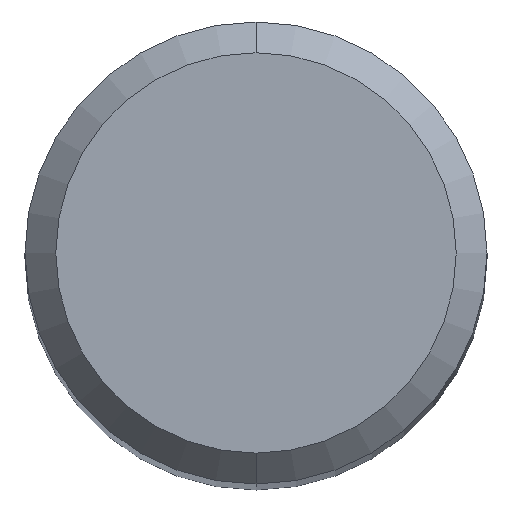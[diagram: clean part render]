
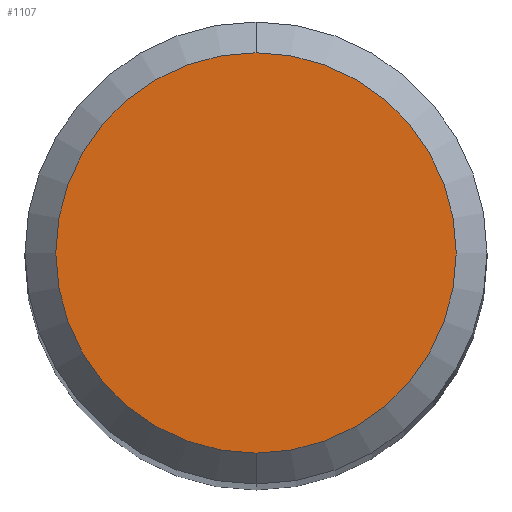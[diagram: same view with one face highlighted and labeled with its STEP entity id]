
A CAD part, top view. The second image highlights one B-rep face of the part: STEP entity #1107.
In plain terms, the highlighted planar face has unit normal (0, 0, 1).
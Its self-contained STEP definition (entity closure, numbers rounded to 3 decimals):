
#1071=EDGE_CURVE('',#1635,#1597,#2225,.T.);
#1107=ADVANCED_FACE('',(#2266),#2267,.T.);
#1279=EDGE_CURVE('',#1597,#1635,#2457,.T.);
#1597=VERTEX_POINT('',#2802);
#1635=VERTEX_POINT('',#2843);
#2225=CIRCLE('',#7722,2.6);
#2266=FACE_OUTER_BOUND('',#7829,.T.);
#2267=PLANE('',#7830);
#2457=CIRCLE('',#9448,2.6);
#2802=CARTESIAN_POINT('',(0.,-2.6,0.0));
#2843=CARTESIAN_POINT('',(0.0,2.6,0.0));
#7722=AXIS2_PLACEMENT_3D('',#12323,#12324,#12325);
#7829=EDGE_LOOP('',(#12365,#12366));
#7830=AXIS2_PLACEMENT_3D('',#12367,#12368,#12369);
#9448=AXIS2_PLACEMENT_3D('',#12548,#12549,#12550);
#12323=CARTESIAN_POINT('',(0.0,0.0,0.0));
#12324=DIRECTION('',(0.0,0.0,-1.0));
#12325=DIRECTION('',(0.0,1.0,0.0));
#12365=ORIENTED_EDGE('',*,*,#1071,.F.);
#12366=ORIENTED_EDGE('',*,*,#1279,.F.);
#12367=CARTESIAN_POINT('',(0.0,1.3,0.0));
#12368=DIRECTION('',(-0.0,0.0,1.0));
#12369=DIRECTION('',(0.0,-1.0,0.0));
#12548=CARTESIAN_POINT('',(0.0,0.0,0.0));
#12549=DIRECTION('',(0.0,0.0,-1.0));
#12550=DIRECTION('',(0.0,1.0,0.0));
